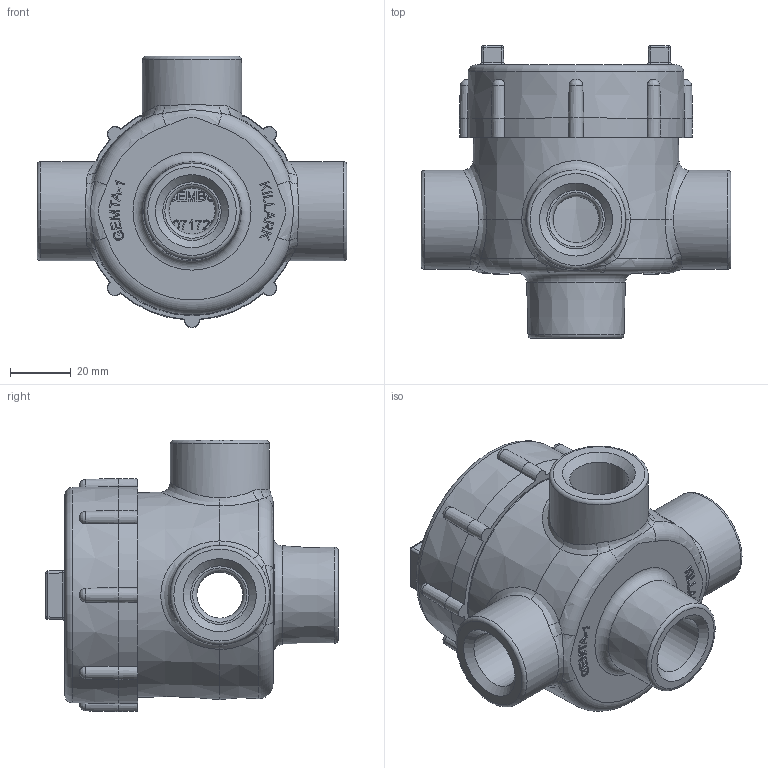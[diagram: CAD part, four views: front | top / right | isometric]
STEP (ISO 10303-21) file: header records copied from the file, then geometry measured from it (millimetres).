
FILE_DESCRIPTION(/* description */ (''),/* implementation_level */ '2;1');
FILE_NAME(/* name */ 'KIL_GEMTA-1.stp',/* time_stamp */ '2021-05-10T18:28:51+06:00',/* author */ ('kr'),/* organization */ (''),/* preprocessor_version */ 'ST-DEVELOPER v18',/* originating_system */ 'Autodesk Inventor 2020',/* authorisation */ '');
FILE_SCHEMA (('AUTOMOTIVE_DESIGN { 1 0 10303 214 3 1 1 }'));
Length unit declared in the file: inch
Products named in the file (3): GEMTA-1; 03975-2; 22494
Assembly tree (2 placements, depth 2):
  GEMTA-1
    03975-2
    22494
Bounding box: 101.6 x 96.04 x 89.05 mm (x, y, z)
Volume: 154273.5 mm3; surface area: 59477.4 mm2
Topology: 2 solids, 2 shells, 607 faces, 1516 edges, 972 vertices
Faces by surface type: plane 308, bspline 161, cylinder 53, cone 45, torus 30, sphere 10
Full cylindrical faces by diameter (mm): 3.52 x1, 15.113 x4, 19.177 x4, 32.537 x3, 64.77 x1, 66.421 x1
Entity records: 25892 total; most frequent: CARTESIAN_POINT 12149, ORIENTED_EDGE 3026, DIRECTION 2479, EDGE_CURVE 1513, VERTEX_POINT 972, AXIS2_PLACEMENT_3D 832, LINE 815, VECTOR 815
